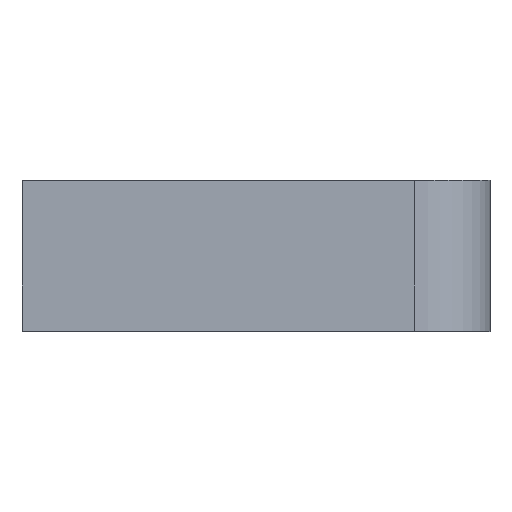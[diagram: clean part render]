
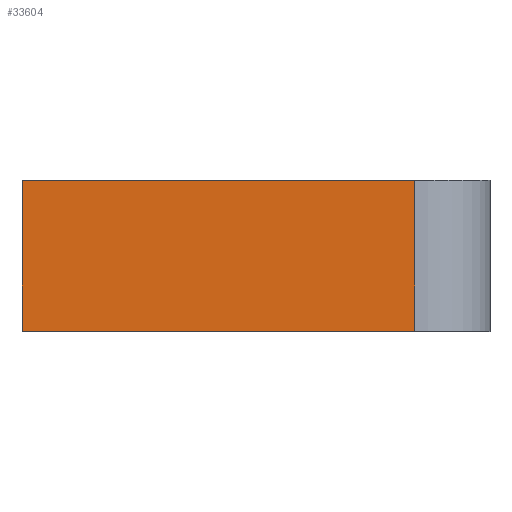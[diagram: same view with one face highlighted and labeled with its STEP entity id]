
A CAD part, top view. The second image highlights one B-rep face of the part: STEP entity #33604.
In plain terms, the highlighted planar face has unit normal (0, 0, 1).
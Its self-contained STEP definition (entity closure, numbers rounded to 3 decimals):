
#841 = CARTESIAN_POINT ( 'NONE',  ( 900., -600., 400. ) ) ;
#2840 = DIRECTION ( 'NONE',  ( 0., 1., 0. ) ) ;
#2932 = VERTEX_POINT ( 'NONE', #43111 ) ;
#6463 = CARTESIAN_POINT ( 'NONE',  ( 600., -600., 400. ) ) ;
#9176 = FACE_OUTER_BOUND ( 'NONE', #24393, .T. ) ;
#9409 = EDGE_CURVE ( 'NONE', #15461, #27860, #38008, .T. ) ;
#11573 = DIRECTION ( 'NONE',  ( 0., 1., 0. ) ) ;
#12397 = VERTEX_POINT ( 'NONE', #30450 ) ;
#13831 = VECTOR ( 'NONE', #40437, 1000. ) ;
#13973 = AXIS2_PLACEMENT_3D ( 'NONE', #20733, #15951, #30884 ) ;
#14729 = EDGE_CURVE ( 'NONE', #15461, #2932, #42690, .T. ) ;
#15461 = VERTEX_POINT ( 'NONE', #34221 ) ;
#15951 = DIRECTION ( 'NONE',  ( 0., 0., 1. ) ) ;
#16042 = DIRECTION ( 'NONE',  ( 1., 0., 0. ) ) ;
#18125 = ORIENTED_EDGE ( 'NONE', *, *, #14729, .F. ) ;
#20733 = CARTESIAN_POINT ( 'NONE',  ( 900., -600., 400. ) ) ;
#21179 = CARTESIAN_POINT ( 'NONE',  ( -960., -620., 400. ) ) ;
#22075 = EDGE_CURVE ( 'NONE', #2932, #12397, #37283, .T. ) ;
#23637 = PLANE ( 'NONE',  #13973 ) ;
#24393 = EDGE_LOOP ( 'NONE', ( #18125, #31476, #40401, #43782 ) ) ;
#24582 = VECTOR ( 'NONE', #11573, 1000. ) ;
#26461 = VECTOR ( 'NONE', #16042, 1000. ) ;
#27087 = EDGE_CURVE ( 'NONE', #27860, #12397, #44399, .T. ) ;
#27860 = VERTEX_POINT ( 'NONE', #6463 ) ;
#28568 = VECTOR ( 'NONE', #2840, 1000. ) ;
#29786 = CARTESIAN_POINT ( 'NONE',  ( 900., 0., 400. ) ) ;
#30450 = CARTESIAN_POINT ( 'NONE',  ( 600., 0., 400. ) ) ;
#30884 = DIRECTION ( 'NONE',  ( 1., 0., 0. ) ) ;
#31476 = ORIENTED_EDGE ( 'NONE', *, *, #9409, .T. ) ;
#33604 = ADVANCED_FACE ( 'NONE', ( #9176 ), #23637, .T. ) ;
#34221 = CARTESIAN_POINT ( 'NONE',  ( -960., -600., 400. ) ) ;
#37283 = LINE ( 'NONE', #29786, #13831 ) ;
#38008 = LINE ( 'NONE', #841, #26461 ) ;
#40401 = ORIENTED_EDGE ( 'NONE', *, *, #27087, .T. ) ;
#40437 = DIRECTION ( 'NONE',  ( 1., 0., 0. ) ) ;
#42690 = LINE ( 'NONE', #21179, #28568 ) ;
#43111 = CARTESIAN_POINT ( 'NONE',  ( -960., 0., 400. ) ) ;
#43782 = ORIENTED_EDGE ( 'NONE', *, *, #22075, .F. ) ;
#43918 = CARTESIAN_POINT ( 'NONE',  ( 600., -600., 400. ) ) ;
#44399 = LINE ( 'NONE', #43918, #24582 ) ;
